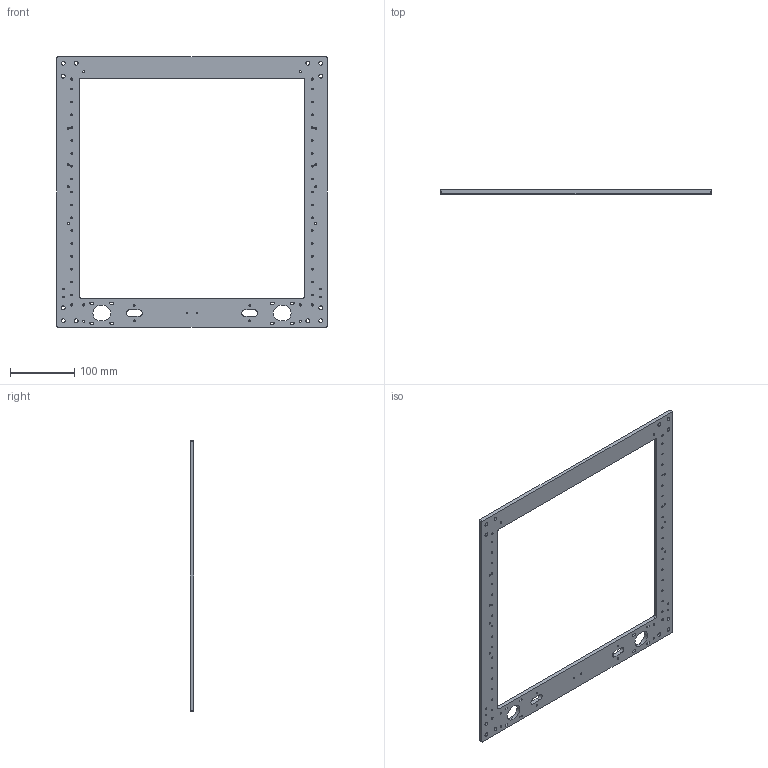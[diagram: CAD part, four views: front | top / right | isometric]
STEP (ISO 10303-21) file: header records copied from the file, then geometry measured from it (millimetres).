
FILE_DESCRIPTION (( 'STEP AP214' ), '1' );
FILE_NAME ('platform.STEP', '2023-04-15T06:59:17', ( '' ), ( '' ), 'SwSTEP 2.0', 'SolidWorks 2020', '' );
FILE_SCHEMA (( 'AUTOMOTIVE_DESIGN' ));
Length unit declared in the file: millimetre
Products named in the file (1): platform
Bounding box: 420 x 6 x 420 mm (x, y, z)
Volume: 325956.9 mm3; surface area: 134054.4 mm2
Topology: 1 solids, 1 shells, 214 faces, 636 edges, 424 vertices
Faces by surface type: cylinder 180, plane 34
Entity records: 7762 total; most frequent: DIRECTION 1426, CARTESIAN_POINT 1275, ORIENTED_EDGE 1272, EDGE_CURVE 636, AXIS2_PLACEMENT_3D 575, VERTEX_POINT 424, EDGE_LOOP 388, CIRCLE 360
